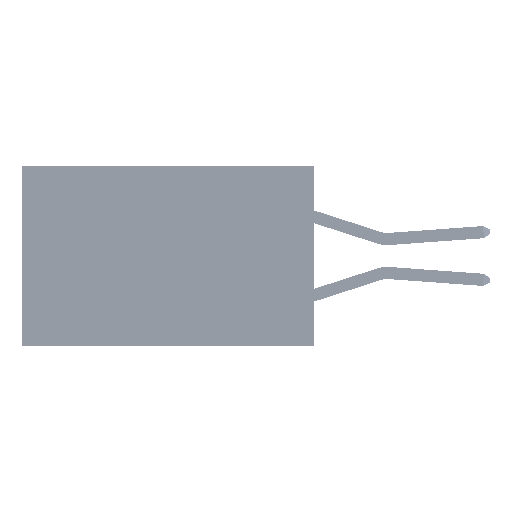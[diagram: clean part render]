
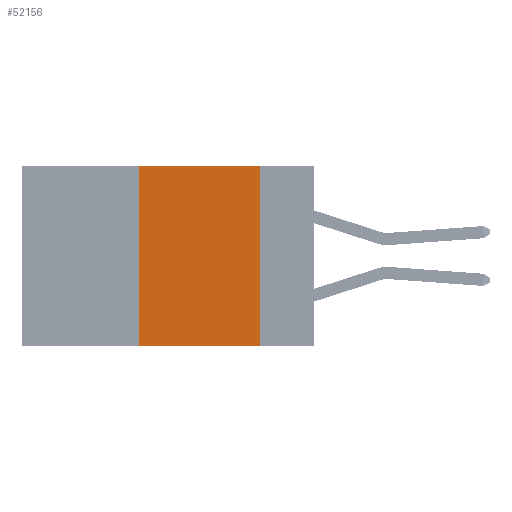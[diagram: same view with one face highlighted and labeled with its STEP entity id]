
A CAD part, left-side view. The second image highlights one B-rep face of the part: STEP entity #52156.
In plain terms, the highlighted planar face has unit normal (-1, 0, 0).
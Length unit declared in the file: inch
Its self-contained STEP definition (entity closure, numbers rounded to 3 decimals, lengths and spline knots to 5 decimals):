
#37 = LINE ( 'NONE', #21817, #38150 ) ;
#492 = DIRECTION ( 'NONE',  ( 0., 0., -1. ) ) ;
#667 = VECTOR ( 'NONE', #50866, 39.37008 ) ;
#2753 = AXIS2_PLACEMENT_3D ( 'NONE', #39056, #14377, #34988 ) ;
#6409 = EDGE_CURVE ( 'NONE', #34436, #47965, #36014, .T. ) ;
#12215 = CARTESIAN_POINT ( 'NONE',  ( 0., 0.11, -0.37 ) ) ;
#12570 = EDGE_CURVE ( 'NONE', #47965, #41448, #26735, .T. ) ;
#12759 = CARTESIAN_POINT ( 'NONE',  ( 0., 0.11, 0. ) ) ;
#12880 = VERTEX_POINT ( 'NONE', #12215 ) ;
#14377 = DIRECTION ( 'NONE',  ( 1., 0., 0. ) ) ;
#17888 = CARTESIAN_POINT ( 'NONE',  ( 0., 0.36, 0. ) ) ;
#20625 = LINE ( 'NONE', #12759, #46715 ) ;
#21817 = CARTESIAN_POINT ( 'NONE',  ( 0., 0.6, -0.37 ) ) ;
#23010 = ORIENTED_EDGE ( 'NONE', *, *, #6409, .F. ) ;
#25905 = DIRECTION ( 'NONE',  ( 0., -1., 0. ) ) ;
#26569 = DIRECTION ( 'NONE',  ( 0., 0., 1. ) ) ;
#26735 = LINE ( 'NONE', #46568, #667 ) ;
#26860 = EDGE_CURVE ( 'NONE', #34436, #12880, #37, .T. ) ;
#27029 = CARTESIAN_POINT ( 'NONE',  ( 0., 0.36, -0.37 ) ) ;
#30873 = ORIENTED_EDGE ( 'NONE', *, *, #26860, .T. ) ;
#31399 = CARTESIAN_POINT ( 'NONE',  ( 0., 0.11, 0. ) ) ;
#33004 = ORIENTED_EDGE ( 'NONE', *, *, #43889, .F. ) ;
#34436 = VERTEX_POINT ( 'NONE', #27029 ) ;
#34821 = PLANE ( 'NONE',  #2753 ) ;
#34988 = DIRECTION ( 'NONE',  ( 0., 0., -1. ) ) ;
#36014 = LINE ( 'NONE', #17888, #52000 ) ;
#38150 = VECTOR ( 'NONE', #25905, 39.37008 ) ;
#39056 = CARTESIAN_POINT ( 'NONE',  ( 0., 0.6, 0. ) ) ;
#41070 = CARTESIAN_POINT ( 'NONE',  ( 0., 0.36, 0. ) ) ;
#41448 = VERTEX_POINT ( 'NONE', #31399 ) ;
#42054 = FACE_OUTER_BOUND ( 'NONE', #43461, .T. ) ;
#43461 = EDGE_LOOP ( 'NONE', ( #33004, #51097, #23010, #30873 ) ) ;
#43889 = EDGE_CURVE ( 'NONE', #41448, #12880, #20625, .T. ) ;
#46568 = CARTESIAN_POINT ( 'NONE',  ( 0., 0.6, 0. ) ) ;
#46715 = VECTOR ( 'NONE', #492, 39.37008 ) ;
#47965 = VERTEX_POINT ( 'NONE', #41070 ) ;
#50866 = DIRECTION ( 'NONE',  ( 0., -1., 0. ) ) ;
#51097 = ORIENTED_EDGE ( 'NONE', *, *, #12570, .F. ) ;
#52000 = VECTOR ( 'NONE', #26569, 39.37008 ) ;
#52156 = ADVANCED_FACE ( 'NONE', ( #42054 ), #34821, .F. ) ;
